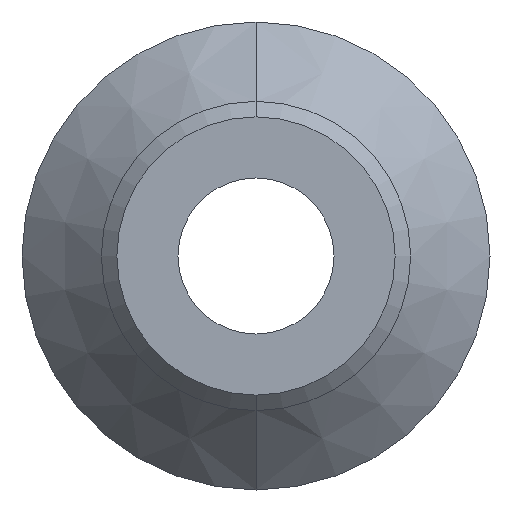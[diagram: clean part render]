
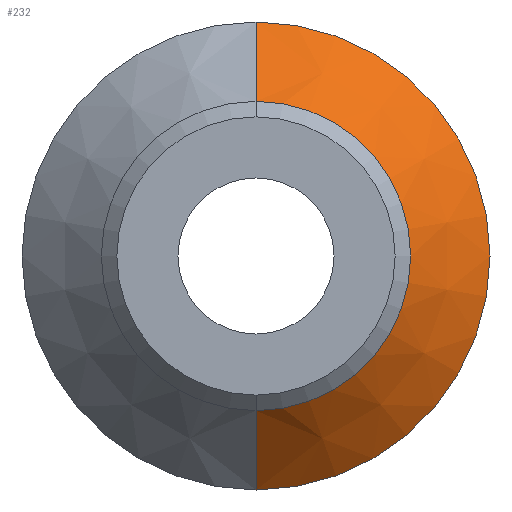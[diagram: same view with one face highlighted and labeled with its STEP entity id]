
A CAD part, front view. The second image highlights one B-rep face of the part: STEP entity #232.
In plain terms, the highlighted conical face has half-angle 45 degrees and reference radius 2.975 mm.
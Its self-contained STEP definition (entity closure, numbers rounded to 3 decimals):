
#230 = ORIENTED_EDGE ( 'NONE', *, *, #231, .T. ) ;
#231 = EDGE_CURVE ( 'NONE', #241, #390, #825, .T. ) ;
#232 = ADVANCED_FACE ( 'NONE', ( #821 ), #818, .T. ) ;
#233 = ORIENTED_EDGE ( 'NONE', *, *, #279, .F. ) ;
#241 = VERTEX_POINT ( 'NONE', #743 ) ;
#279 = EDGE_CURVE ( 'NONE', #241, #280, #687, .T. ) ;
#280 = VERTEX_POINT ( 'NONE', #812 ) ;
#390 = VERTEX_POINT ( 'NONE', #950 ) ;
#391 = ORIENTED_EDGE ( 'NONE', *, *, #392, .T. ) ;
#392 = EDGE_CURVE ( 'NONE', #390, #393, #949, .T. ) ;
#393 = VERTEX_POINT ( 'NONE', #944 ) ;
#394 = ORIENTED_EDGE ( 'NONE', *, *, #395, .F. ) ;
#395 = EDGE_CURVE ( 'NONE', #280, #393, #943, .T. ) ;
#399 = EDGE_LOOP ( 'NONE', ( #233, #230, #391, #394 ) ) ;
#684 = DIRECTION ( 'NONE',  ( 0., -1., 0. ) ) ;
#685 = CARTESIAN_POINT ( 'NONE',  ( 0., 17., 0. ) ) ;
#686 = AXIS2_PLACEMENT_3D ( 'NONE', #685, #684, #813 ) ;
#687 = CIRCLE ( 'NONE', #686, 2.975 ) ;
#702 = DIRECTION ( 'NONE',  ( 0., 0., 1. ) ) ;
#703 = DIRECTION ( 'NONE',  ( 0., 1., 0. ) ) ;
#743 = CARTESIAN_POINT ( 'NONE',  ( 0., 17., -2.975 ) ) ;
#812 = CARTESIAN_POINT ( 'NONE',  ( 0., 17., 2.975 ) ) ;
#813 = DIRECTION ( 'NONE',  ( 0., 0., -1. ) ) ;
#818 = CONICAL_SURFACE ( 'NONE', #820, 2.975, 0.785 ) ;
#819 = CARTESIAN_POINT ( 'NONE',  ( 0., 17., 0. ) ) ;
#820 = AXIS2_PLACEMENT_3D ( 'NONE', #819, #703, #702 ) ;
#821 = FACE_OUTER_BOUND ( 'NONE', #399, .T. ) ;
#822 = DIRECTION ( 'NONE',  ( 0., 0.707, -0.707 ) ) ;
#823 = VECTOR ( 'NONE', #822, 1000. ) ;
#824 = CARTESIAN_POINT ( 'NONE',  ( 0., 17., -2.975 ) ) ;
#825 = LINE ( 'NONE', #824, #823 ) ;
#942 = CARTESIAN_POINT ( 'NONE',  ( 0., 17., 2.975 ) ) ;
#943 = LINE ( 'NONE', #942, #1021 ) ;
#944 = CARTESIAN_POINT ( 'NONE',  ( 0., 18.525, 4.5 ) ) ;
#945 = DIRECTION ( 'NONE',  ( 0., 0., -1. ) ) ;
#946 = DIRECTION ( 'NONE',  ( 0., -1., 0. ) ) ;
#947 = CARTESIAN_POINT ( 'NONE',  ( 0., 18.525, 0. ) ) ;
#948 = AXIS2_PLACEMENT_3D ( 'NONE', #947, #946, #945 ) ;
#949 = CIRCLE ( 'NONE', #948, 4.5 ) ;
#950 = CARTESIAN_POINT ( 'NONE',  ( 0., 18.525, -4.5 ) ) ;
#1020 = DIRECTION ( 'NONE',  ( 0., 0.707, 0.707 ) ) ;
#1021 = VECTOR ( 'NONE', #1020, 1000. ) ;
